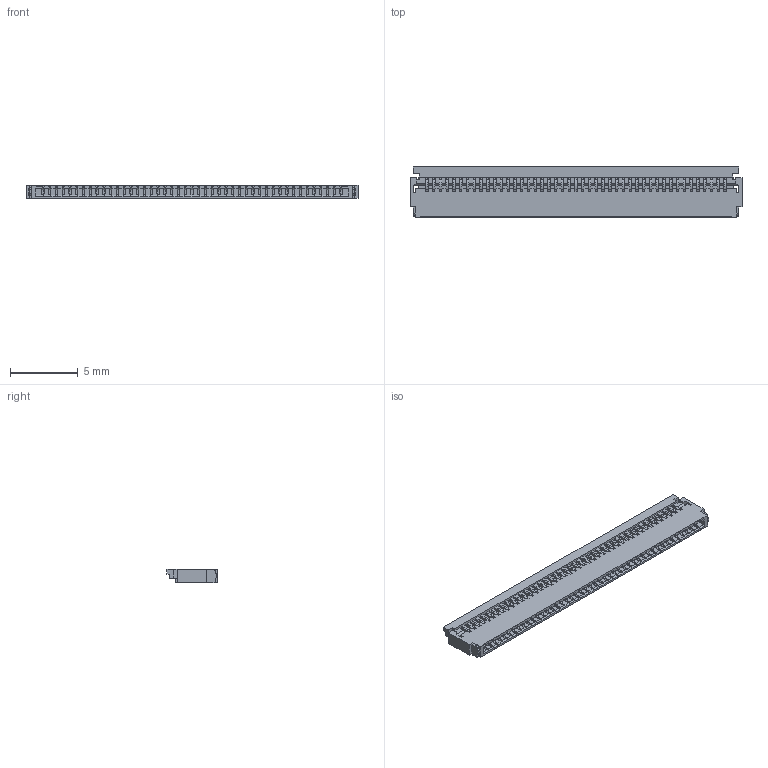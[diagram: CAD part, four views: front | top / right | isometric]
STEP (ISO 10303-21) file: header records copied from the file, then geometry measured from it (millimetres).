
FILE_DESCRIPTION(/* description */ ('Unknown'),/* implementation_level */ '2;1');
FILE_NAME(/* name */ '687145182122',/* time_stamp */ '2016-06-17T10:59:33+02:00',/* author */ ('Unknown'),/* organization */ ('Unknown'),/* preprocessor_version */ 'ST-DEVELOPER v16.7',/* originating_system */ 'DEX',/* authorisation */ $);
FILE_SCHEMA (('AUTOMOTIVE_DESIGN {1 0 10303 214 3 1 1}'));
Length unit declared in the file: millimetre
Products named in the file (5): 6871xx182122; 687145182122; 6871xx182122_Pad; 6871xx182122_Pin; 687145182122_Actuator
Assembly tree (49 placements, depth 2):
  6871xx182122
    687145182122
    6871xx182122_Pad  x2
    6871xx182122_Pin  x45
    687145182122_Actuator
Bounding box: 24.5 x 3.7 x 0.98 mm (x, y, z)
Volume: 52.6 mm3; surface area: 638.6 mm2
Topology: 49 solids, 49 shells, 2355 faces, 7084 edges, 4692 vertices
Faces by surface type: plane 2030, cylinder 325
Entity records: 39007 total; most frequent: ORIENTED_EDGE 7126, CARTESIAN_POINT 7049, DIRECTION 5813, EDGE_CURVE 3563, LINE 3537, VECTOR 3537, VERTEX_POINT 2374, AXIS2_PLACEMENT_3D 1138
